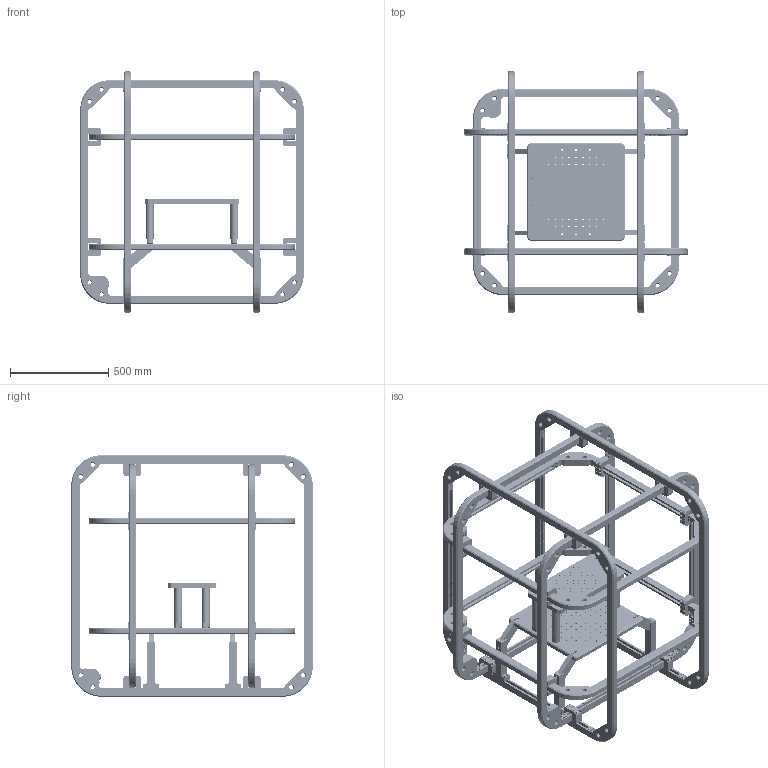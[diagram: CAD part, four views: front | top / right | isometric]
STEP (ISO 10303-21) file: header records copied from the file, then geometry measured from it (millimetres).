
FILE_DESCRIPTION(/* description */ ('Unknown'),/* implementation_level */ '2;1');
FILE_NAME(/* name */ 'HC2 with raiser (2020)',/* time_stamp */ '2020-05-18T09:11:41+01:00',/* author */ ('Unknown'),/* organization */ ('Unknown'),/* preprocessor_version */ 'ST-DEVELOPER v16.7',/* originating_system */ 'DEX',/* authorisation */ $);
FILE_SCHEMA (('AUTOMOTIVE_DESIGN {1 0 10303 214 3 1 1}'));
Length unit declared in the file: millimetre
Products named in the file (27): HC2 Assembly; HC2 Coil Mounting Bracket Assembly; HC2 Coil Mounting Bracket - DR3393; M8 x 30 Skt Hd RENY (Nylon GF50) Solid Spot RENYCB830; HC2 Table - DR3444; Medium Coil Painted & Assembled; Medium Coil Frame - Painted; HC2 Connector Junction Block - DR3437; M6 x 20 Skt Hd Nylon Skiffy 425-0030-000-02; X Coil Label; NL4MP 4-Way Speakon Chassis Connector; M3 x 16 CSK Pozi HD PEEK Screw Skiffy 181 0316 704 09; Table Leg Assembly; HC2 Table Leg - DR3438; HC2 Support Leg - DR3439; Small Coil Painted & Assembled; Small Coil Frame - Painted; Y Coil Label; M8 x 50 Skt Hd Nylon Skiffy 425-0095-000-02; HC2 Raiser Table Top Plate - DR3807; HC2 Raiser Table Pillar - DR3806; Large Coil Painted & Assembled; Large Coil Frame - Painted; M6 x 30 SKT HD Peek Skiffy 183-0630-704-09; Z Coil Label; HC2 Label - DR3632
Assembly tree (182 placements, depth 3):
  HC2 Assembly
    HC2 Coil Mounting Bracket Assembly  x16
      HC2 Coil Mounting Bracket - DR3393
      M8 x 30 Skt Hd RENY (Nylon GF50) Solid Spot RENYCB830
    HC2 Table - DR3444
    Medium Coil Painted & Assembled  x2
      Medium Coil Frame - Painted
      HC2 Connector Junction Block - DR3437
      M8 x 30 Skt Hd RENY (Nylon GF50) Solid Spot RENYCB830
      M6 x 20 Skt Hd Nylon Skiffy 425-0030-000-02
      X Coil Label
      NL4MP 4-Way Speakon Chassis Connector
      M3 x 16 CSK Pozi HD PEEK Screw Skiffy 181 0316 704 09
    Table Leg Assembly  x4
      HC2 Table Leg - DR3438
      M8 x 30 Skt Hd RENY (Nylon GF50) Solid Spot RENYCB830
      HC2 Support Leg - DR3439
    Small Coil Painted & Assembled  x2
      Small Coil Frame - Painted
      HC2 Connector Junction Block - DR3437
      M6 x 20 Skt Hd Nylon Skiffy 425-0030-000-02
      Y Coil Label
      NL4MP 4-Way Speakon Chassis Connector
      M3 x 16 CSK Pozi HD PEEK Screw Skiffy 181 0316 704 09
      M8 x 30 Skt Hd RENY (Nylon GF50) Solid Spot RENYCB830
    M8 x 50 Skt Hd Nylon Skiffy 425-0095-000-02  x4
    HC2 Raiser Table Top Plate - DR3807
    M8 x 30 Skt Hd RENY (Nylon GF50) Solid Spot RENYCB830  x8
    HC2 Raiser Table Pillar - DR3806  x4
    Large Coil Painted & Assembled  x2
      Large Coil Frame - Painted
      HC2 Connector Junction Block - DR3437
      M8 x 30 Skt Hd RENY (Nylon GF50) Solid Spot RENYCB830
      M6 x 30 SKT HD Peek Skiffy 183-0630-704-09
      Z Coil Label
      NL4MP 4-Way Speakon Chassis Connector
      M3 x 16 CSK Pozi HD PEEK Screw Skiffy 181 0316 704 09
    HC2 Label - DR3632
Bounding box: 1136 x 1226 x 1226 mm (x, y, z)
Volume: 49401524.9 mm3; surface area: 7400294.8 mm2
Topology: 435 solids, 435 shells, 9558 faces, 20618 edges, 13610 vertices
Faces by surface type: plane 5772, cylinder 2752, cone 980, torus 54
Full cylindrical faces by diameter (mm): 2.459 x18, 3 x12, 3.6 x12, 4.134 x121, 4.917 x24, 6 x18, 6.2 x12, 6.647 x721, 8 x356, 8.1 x324, 8.2 x32, 10 x12, 10.106 x12, 10.5 x16, 12 x4, 12.2 x6, 13 x356, 13.2 x336, 13.4 x8, 13.5 x8, 14 x4, 20.5 x48, 24 x12, 24.5 x12, 30 x6, 40 x4
Entity records: 56968 total; most frequent: DIRECTION 8432, CARTESIAN_POINT 7186, ORIENTED_EDGE 5466, AXIS2_PLACEMENT_3D 3764, FACE_BOUND 3715, EDGE_LOOP 3704, EDGE_CURVE 2733, VERTEX_POINT 2348
